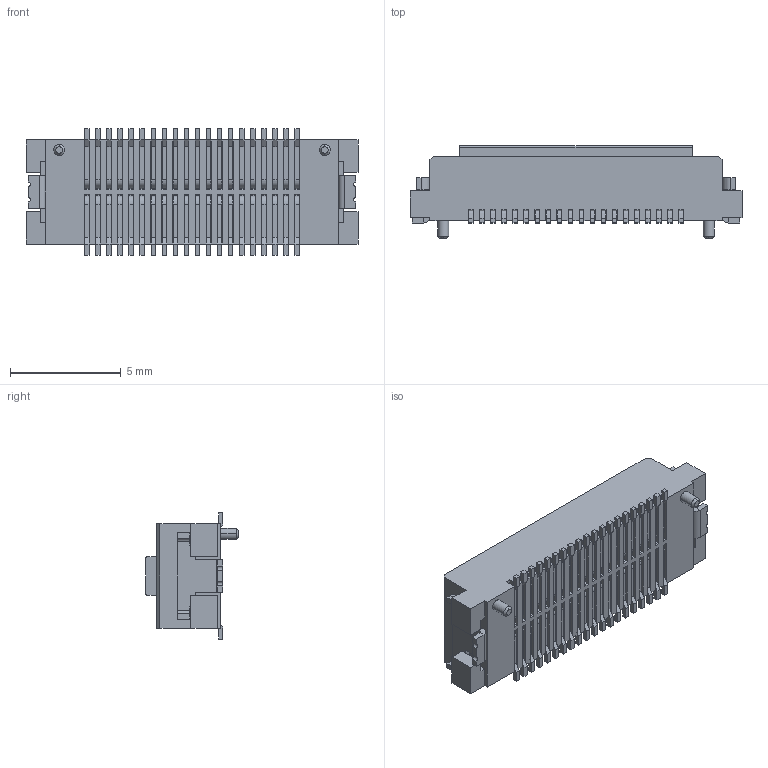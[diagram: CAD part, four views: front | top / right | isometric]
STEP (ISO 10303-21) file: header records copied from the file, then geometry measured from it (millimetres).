
FILE_DESCRIPTION (( 'STEP AP214' ), '1' );
FILE_NAME ('HRS_DF17_30-40DS-5V_57.STEP', '2021-02-23T12:55:01', ( '' ), ( '' ), 'SwSTEP 2.0', 'SolidWorks 2020', '' );
FILE_SCHEMA (( 'AUTOMOTIVE_DESIGN' ));
Length unit declared in the file: millimetre
Products named in the file (1): HRS_DF17_30-40DS-5V_57
Bounding box: 15 x 4.2 x 5.7 mm (x, y, z)
Volume: 149.1 mm3; surface area: 920.4 mm2
Topology: 43 solids, 43 shells, 1684 faces, 4970 edges, 3296 vertices
Faces by surface type: plane 1216, cylinder 464, cone 4
Entity records: 56386 total; most frequent: CARTESIAN_POINT 9951, ORIENTED_EDGE 9940, DIRECTION 9276, EDGE_CURVE 4970, VECTOR 4034, LINE 4034, VERTEX_POINT 3296, AXIS2_PLACEMENT_3D 2621
